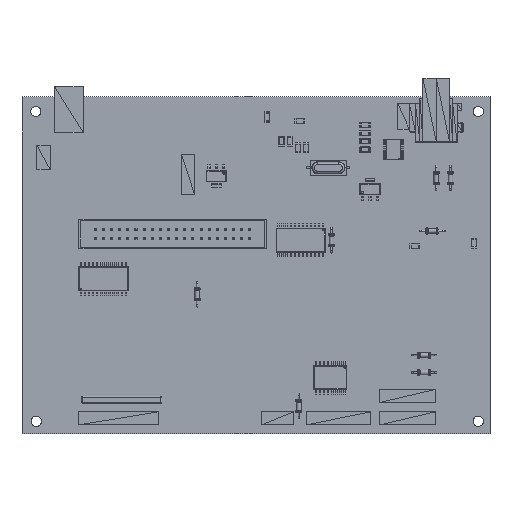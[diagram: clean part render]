
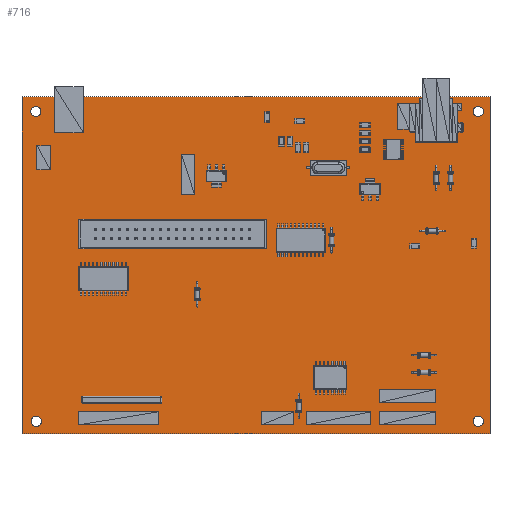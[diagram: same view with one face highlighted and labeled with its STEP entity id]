
A CAD part, top view. The second image highlights one B-rep face of the part: STEP entity #716.
In plain terms, the highlighted planar face has unit normal (0, 0, 1).
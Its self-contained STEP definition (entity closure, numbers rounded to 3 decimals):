
#217 = VERTEX_POINT('',#218);
#218 = CARTESIAN_POINT('',(0.,0.,0.));
#235 = VERTEX_POINT('',#236);
#236 = CARTESIAN_POINT('',(146.,0.,0.));
#242 = EDGE_CURVE('',#217,#235,#243,.T.);
#243 = LINE('',#244,#245);
#244 = CARTESIAN_POINT('',(0.,0.,0.));
#245 = VECTOR('',#246,1.);
#246 = DIRECTION('',(1.,0.,0.));
#266 = VERTEX_POINT('',#267);
#267 = CARTESIAN_POINT('',(146.,105.,0.));
#273 = EDGE_CURVE('',#235,#266,#274,.T.);
#274 = LINE('',#275,#276);
#275 = CARTESIAN_POINT('',(146.,0.,0.));
#276 = VECTOR('',#277,1.);
#277 = DIRECTION('',(0.,1.,0.));
#297 = VERTEX_POINT('',#298);
#298 = CARTESIAN_POINT('',(0.,105.,0.));
#304 = EDGE_CURVE('',#266,#297,#305,.T.);
#305 = LINE('',#306,#307);
#306 = CARTESIAN_POINT('',(146.,105.,0.));
#307 = VECTOR('',#308,1.);
#308 = DIRECTION('',(-1.,0.,0.));
#326 = EDGE_CURVE('',#297,#217,#327,.T.);
#327 = LINE('',#328,#329);
#328 = CARTESIAN_POINT('',(0.,105.,0.));
#329 = VECTOR('',#330,1.);
#330 = DIRECTION('',(0.,-1.,0.));
#341 = VERTEX_POINT('',#342);
#342 = CARTESIAN_POINT('',(6.045,3.81,0.));
#358 = EDGE_CURVE('',#341,#341,#359,.T.);
#359 = CIRCLE('',#360,1.6);
#360 = AXIS2_PLACEMENT_3D('',#361,#362,#363);
#361 = CARTESIAN_POINT('',(4.445,3.81,0.));
#362 = DIRECTION('',(0.,0.,-1.));
#363 = DIRECTION('',(1.,0.,0.));
#374 = VERTEX_POINT('',#375);
#375 = CARTESIAN_POINT('',(5.918,100.443,0.));
#391 = EDGE_CURVE('',#374,#374,#392,.T.);
#392 = CIRCLE('',#393,1.6);
#393 = AXIS2_PLACEMENT_3D('',#394,#395,#396);
#394 = CARTESIAN_POINT('',(4.318,100.443,0.));
#395 = DIRECTION('',(0.,0.,-1.));
#396 = DIRECTION('',(1.,0.,0.));
#407 = VERTEX_POINT('',#408);
#408 = CARTESIAN_POINT('',(143.918,100.443,0.));
#424 = EDGE_CURVE('',#407,#407,#425,.T.);
#425 = CIRCLE('',#426,1.6);
#426 = AXIS2_PLACEMENT_3D('',#427,#428,#429);
#427 = CARTESIAN_POINT('',(142.318,100.443,0.));
#428 = DIRECTION('',(0.,0.,-1.));
#429 = DIRECTION('',(1.,0.,0.));
#440 = VERTEX_POINT('',#441);
#441 = CARTESIAN_POINT('',(143.918,3.811,0.));
#457 = EDGE_CURVE('',#440,#440,#458,.T.);
#458 = CIRCLE('',#459,1.6);
#459 = AXIS2_PLACEMENT_3D('',#460,#461,#462);
#460 = CARTESIAN_POINT('',(142.318,3.811,0.));
#461 = DIRECTION('',(0.,0.,-1.));
#462 = DIRECTION('',(1.,0.,0.));
#473 = VERTEX_POINT('',#474);
#474 = CARTESIAN_POINT('',(121.122,96.913,0.));
#491 = VERTEX_POINT('',#492);
#492 = CARTESIAN_POINT('',(122.822,96.913,0.));
#498 = EDGE_CURVE('',#473,#491,#499,.T.);
#499 = LINE('',#500,#501);
#500 = CARTESIAN_POINT('',(121.122,96.913,0.));
#501 = VECTOR('',#502,1.);
#502 = DIRECTION('',(1.,0.,0.));
#522 = VERTEX_POINT('',#523);
#523 = CARTESIAN_POINT('',(122.822,93.913,0.));
#529 = EDGE_CURVE('',#491,#522,#530,.T.);
#530 = LINE('',#531,#532);
#531 = CARTESIAN_POINT('',(122.822,96.913,0.));
#532 = VECTOR('',#533,1.);
#533 = DIRECTION('',(0.,-1.,0.));
#553 = VERTEX_POINT('',#554);
#554 = CARTESIAN_POINT('',(121.122,93.913,0.));
#560 = EDGE_CURVE('',#522,#553,#561,.T.);
#561 = LINE('',#562,#563);
#562 = CARTESIAN_POINT('',(122.822,93.913,0.));
#563 = VECTOR('',#564,1.);
#564 = DIRECTION('',(-1.,0.,0.));
#582 = EDGE_CURVE('',#553,#473,#583,.T.);
#583 = LINE('',#584,#585);
#584 = CARTESIAN_POINT('',(121.122,93.913,0.));
#585 = VECTOR('',#586,1.);
#586 = DIRECTION('',(0.,1.,0.));
#597 = VERTEX_POINT('',#598);
#598 = CARTESIAN_POINT('',(135.622,96.913,0.));
#615 = VERTEX_POINT('',#616);
#616 = CARTESIAN_POINT('',(137.323,96.913,0.));
#622 = EDGE_CURVE('',#597,#615,#623,.T.);
#623 = LINE('',#624,#625);
#624 = CARTESIAN_POINT('',(135.622,96.913,0.));
#625 = VECTOR('',#626,1.);
#626 = DIRECTION('',(1.,0.,0.));
#646 = VERTEX_POINT('',#647);
#647 = CARTESIAN_POINT('',(137.323,93.913,0.));
#653 = EDGE_CURVE('',#615,#646,#654,.T.);
#654 = LINE('',#655,#656);
#655 = CARTESIAN_POINT('',(137.323,96.913,0.));
#656 = VECTOR('',#657,1.);
#657 = DIRECTION('',(0.,-1.,0.));
#677 = VERTEX_POINT('',#678);
#678 = CARTESIAN_POINT('',(135.622,93.913,0.));
#684 = EDGE_CURVE('',#646,#677,#685,.T.);
#685 = LINE('',#686,#687);
#686 = CARTESIAN_POINT('',(137.323,93.913,0.));
#687 = VECTOR('',#688,1.);
#688 = DIRECTION('',(-1.,0.,0.));
#706 = EDGE_CURVE('',#677,#597,#707,.T.);
#707 = LINE('',#708,#709);
#708 = CARTESIAN_POINT('',(135.622,93.913,0.));
#709 = VECTOR('',#710,1.);
#710 = DIRECTION('',(0.,1.,0.));
#716 = ADVANCED_FACE('',(#717,#723,#726,#729,#732,#735,#741),#747,.F.);
#717 = FACE_BOUND('',#718,.T.);
#718 = EDGE_LOOP('',(#719,#720,#721,#722));
#719 = ORIENTED_EDGE('',*,*,#242,.T.);
#720 = ORIENTED_EDGE('',*,*,#273,.T.);
#721 = ORIENTED_EDGE('',*,*,#304,.T.);
#722 = ORIENTED_EDGE('',*,*,#326,.T.);
#723 = FACE_BOUND('',#724,.T.);
#724 = EDGE_LOOP('',(#725));
#725 = ORIENTED_EDGE('',*,*,#358,.T.);
#726 = FACE_BOUND('',#727,.T.);
#727 = EDGE_LOOP('',(#728));
#728 = ORIENTED_EDGE('',*,*,#391,.T.);
#729 = FACE_BOUND('',#730,.T.);
#730 = EDGE_LOOP('',(#731));
#731 = ORIENTED_EDGE('',*,*,#424,.T.);
#732 = FACE_BOUND('',#733,.T.);
#733 = EDGE_LOOP('',(#734));
#734 = ORIENTED_EDGE('',*,*,#457,.T.);
#735 = FACE_BOUND('',#736,.T.);
#736 = EDGE_LOOP('',(#737,#738,#739,#740));
#737 = ORIENTED_EDGE('',*,*,#498,.T.);
#738 = ORIENTED_EDGE('',*,*,#529,.T.);
#739 = ORIENTED_EDGE('',*,*,#560,.T.);
#740 = ORIENTED_EDGE('',*,*,#582,.T.);
#741 = FACE_BOUND('',#742,.T.);
#742 = EDGE_LOOP('',(#743,#744,#745,#746));
#743 = ORIENTED_EDGE('',*,*,#622,.T.);
#744 = ORIENTED_EDGE('',*,*,#653,.T.);
#745 = ORIENTED_EDGE('',*,*,#684,.T.);
#746 = ORIENTED_EDGE('',*,*,#706,.T.);
#747 = PLANE('',#748);
#748 = AXIS2_PLACEMENT_3D('',#749,#750,#751);
#749 = CARTESIAN_POINT('',(0.,0.,0.));
#750 = DIRECTION('',(0.,0.,-1.));
#751 = DIRECTION('',(-1.,0.,0.));
